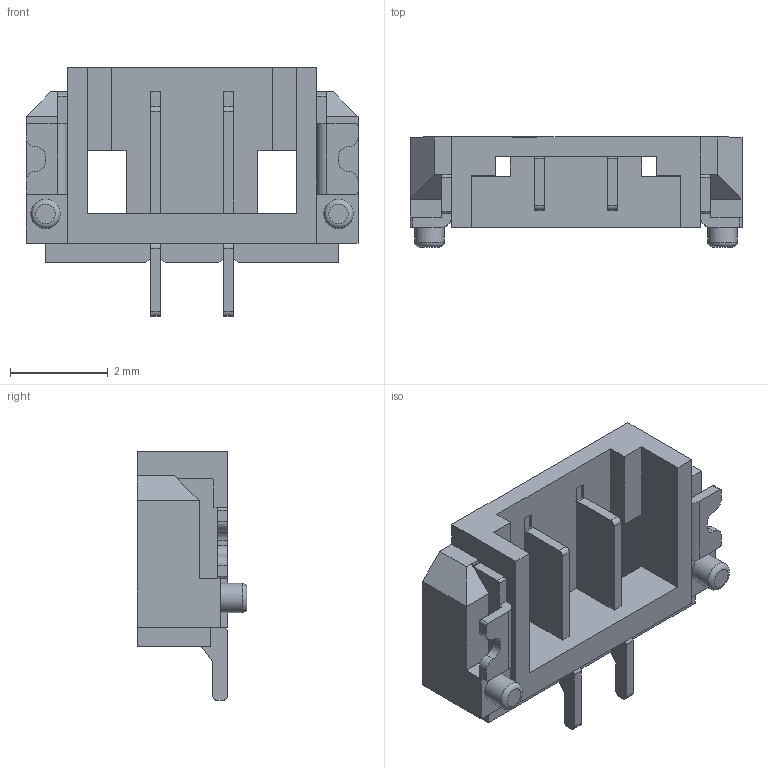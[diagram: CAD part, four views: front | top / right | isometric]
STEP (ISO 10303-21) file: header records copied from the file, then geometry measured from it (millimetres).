
FILE_DESCRIPTION( ( 'Unknown' ), '1' );
FILE_NAME( '695402150122.stp', 'Unknown', ( 'Unknown' ), ( 'Unknown' ), 'PSStep 17.0.49', 'Unknown', ' ' );
FILE_SCHEMA( ( 'AUTOMOTIVE_DESIGN { 1 0 10303 214 1 1 1 1 }' ) );
Length unit declared in the file: millimetre
Products named in the file (5): Assem1; 6954xx150122_SOLDER TAB; 6954xx150122_SOLDER TAB2; 6954xx150122_PIN; 695402150122
Assembly tree (5 placements, depth 2):
  Assem1
    6954xx150122_SOLDER TAB
    6954xx150122_SOLDER TAB2
    6954xx150122_PIN  x2
    695402150122
Bounding box: 6.8 x 2.25 x 5.1 mm (x, y, z)
Volume: 26.5 mm3; surface area: 144.5 mm2
Topology: 5 solids, 5 shells, 189 faces, 545 edges, 360 vertices
Faces by surface type: plane 141, cylinder 46, torus 2
Full cylindrical faces by diameter (mm): 0.6 x2
Entity records: 6906 total; most frequent: CARTESIAN_POINT 976, ORIENTED_EDGE 964, DIRECTION 908, EDGE_CURVE 482, LINE 404, VECTOR 404, VERTEX_POINT 320, AXIS2_PLACEMENT_3D 252
